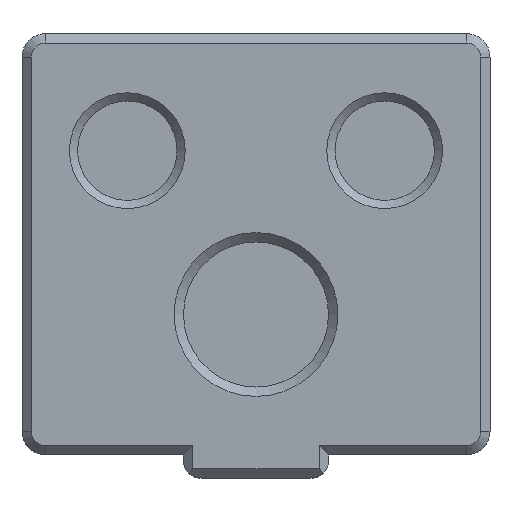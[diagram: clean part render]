
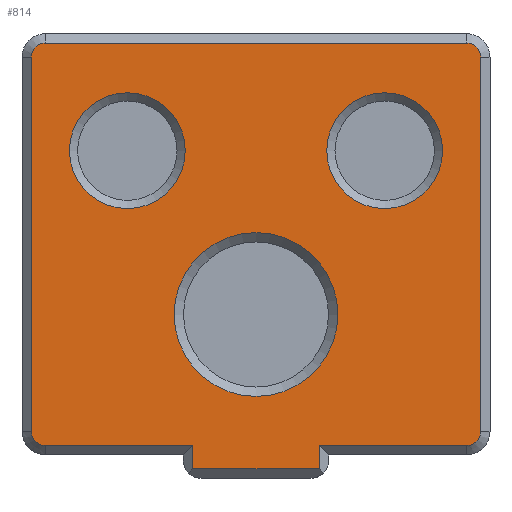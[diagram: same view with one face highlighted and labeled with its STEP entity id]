
A CAD part, front view. The second image highlights one B-rep face of the part: STEP entity #814.
In plain terms, the highlighted planar face has unit normal (0, -1, 0).
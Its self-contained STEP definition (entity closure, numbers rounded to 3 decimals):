
#32=FACE_BOUND('',#159,.T.);
#33=FACE_BOUND('',#160,.T.);
#34=FACE_BOUND('',#161,.T.);
#38=CIRCLE('',#891,2.475);
#40=CIRCLE('',#894,0.6);
#41=CIRCLE('',#895,0.6);
#42=CIRCLE('',#896,0.6);
#43=CIRCLE('',#897,0.6);
#44=CIRCLE('',#898,2.475);
#45=CIRCLE('',#899,3.5);
#71=PLANE('',#893);
#104=FACE_OUTER_BOUND('',#158,.T.);
#158=EDGE_LOOP('',(#600,#601,#602,#603,#604,#605,#606,#607,#608,#609,#610,
#611));
#159=EDGE_LOOP('',(#612));
#160=EDGE_LOOP('',(#613));
#161=EDGE_LOOP('',(#614));
#218=LINE('',#1269,#297);
#221=LINE('',#1281,#300);
#225=LINE('',#1293,#304);
#226=LINE('',#1295,#305);
#227=LINE('',#1297,#306);
#228=LINE('',#1301,#307);
#229=LINE('',#1305,#308);
#230=LINE('',#1309,#309);
#297=VECTOR('',#1000,1.);
#300=VECTOR('',#1013,1.);
#304=VECTOR('',#1025,1.);
#305=VECTOR('',#1026,1.);
#306=VECTOR('',#1027,1.);
#307=VECTOR('',#1030,1.);
#308=VECTOR('',#1033,1.);
#309=VECTOR('',#1036,1.);
#387=VERTEX_POINT('',#1266);
#388=VERTEX_POINT('',#1268);
#392=VERTEX_POINT('',#1280);
#394=VERTEX_POINT('',#1286);
#396=VERTEX_POINT('',#1292);
#397=VERTEX_POINT('',#1294);
#398=VERTEX_POINT('',#1296);
#399=VERTEX_POINT('',#1298);
#400=VERTEX_POINT('',#1300);
#401=VERTEX_POINT('',#1302);
#402=VERTEX_POINT('',#1304);
#403=VERTEX_POINT('',#1306);
#404=VERTEX_POINT('',#1308);
#405=VERTEX_POINT('',#1311);
#406=VERTEX_POINT('',#1313);
#460=EDGE_CURVE('',#387,#388,#218,.T.);
#466=EDGE_CURVE('',#388,#392,#221,.T.);
#469=EDGE_CURVE('',#394,#394,#38,.T.);
#472=EDGE_CURVE('',#392,#396,#225,.T.);
#473=EDGE_CURVE('',#397,#387,#226,.T.);
#474=EDGE_CURVE('',#398,#397,#227,.T.);
#475=EDGE_CURVE('',#399,#398,#40,.T.);
#476=EDGE_CURVE('',#400,#399,#228,.T.);
#477=EDGE_CURVE('',#401,#400,#41,.T.);
#478=EDGE_CURVE('',#402,#401,#229,.T.);
#479=EDGE_CURVE('',#403,#402,#42,.T.);
#480=EDGE_CURVE('',#404,#403,#230,.T.);
#481=EDGE_CURVE('',#396,#404,#43,.T.);
#482=EDGE_CURVE('',#405,#405,#44,.T.);
#483=EDGE_CURVE('',#406,#406,#45,.T.);
#600=ORIENTED_EDGE('',*,*,#472,.F.);
#601=ORIENTED_EDGE('',*,*,#466,.F.);
#602=ORIENTED_EDGE('',*,*,#460,.F.);
#603=ORIENTED_EDGE('',*,*,#473,.F.);
#604=ORIENTED_EDGE('',*,*,#474,.F.);
#605=ORIENTED_EDGE('',*,*,#475,.F.);
#606=ORIENTED_EDGE('',*,*,#476,.F.);
#607=ORIENTED_EDGE('',*,*,#477,.F.);
#608=ORIENTED_EDGE('',*,*,#478,.F.);
#609=ORIENTED_EDGE('',*,*,#479,.F.);
#610=ORIENTED_EDGE('',*,*,#480,.F.);
#611=ORIENTED_EDGE('',*,*,#481,.F.);
#612=ORIENTED_EDGE('',*,*,#482,.F.);
#613=ORIENTED_EDGE('',*,*,#483,.T.);
#614=ORIENTED_EDGE('',*,*,#469,.F.);
#814=ADVANCED_FACE('',(#104,#32,#33,#34),#71,.F.);
#891=AXIS2_PLACEMENT_3D('',#1287,#1018,#1019);
#893=AXIS2_PLACEMENT_3D('',#1291,#1023,#1024);
#894=AXIS2_PLACEMENT_3D('',#1299,#1028,#1029);
#895=AXIS2_PLACEMENT_3D('',#1303,#1031,#1032);
#896=AXIS2_PLACEMENT_3D('',#1307,#1034,#1035);
#897=AXIS2_PLACEMENT_3D('',#1310,#1037,#1038);
#898=AXIS2_PLACEMENT_3D('',#1312,#1039,#1040);
#899=AXIS2_PLACEMENT_3D('',#1314,#1041,#1042);
#1000=DIRECTION('',(-1.,0.,0.));
#1013=DIRECTION('',(0.,0.,1.));
#1018=DIRECTION('center_axis',(0.,-1.,0.));
#1019=DIRECTION('ref_axis',(1.,0.,0.));
#1023=DIRECTION('center_axis',(0.,1.,0.));
#1024=DIRECTION('ref_axis',(1.,0.,0.));
#1025=DIRECTION('',(-1.,0.,0.));
#1026=DIRECTION('',(0.,0.,-1.));
#1027=DIRECTION('',(-1.,0.,0.));
#1028=DIRECTION('center_axis',(0.,1.,0.));
#1029=DIRECTION('ref_axis',(1.,0.,0.));
#1030=DIRECTION('',(0.,0.,-1.));
#1031=DIRECTION('center_axis',(0.,1.,0.));
#1032=DIRECTION('ref_axis',(0.,0.,1.));
#1033=DIRECTION('',(1.,0.,0.));
#1034=DIRECTION('center_axis',(0.,1.,0.));
#1035=DIRECTION('ref_axis',(-1.,0.,0.));
#1036=DIRECTION('',(0.,0.,1.));
#1037=DIRECTION('center_axis',(0.,1.,0.));
#1038=DIRECTION('ref_axis',(0.,0.,-1.));
#1039=DIRECTION('center_axis',(0.,-1.,0.));
#1040=DIRECTION('ref_axis',(1.,0.,0.));
#1041=DIRECTION('center_axis',(0.,1.,0.));
#1042=DIRECTION('ref_axis',(-1.,0.,0.));
#1266=CARTESIAN_POINT('',(-3.3,-30.775,-44.6));
#1268=CARTESIAN_POINT('',(-8.7,-30.775,-44.6));
#1269=CARTESIAN_POINT('',(-2.9,-30.775,-44.6));
#1280=CARTESIAN_POINT('',(-8.7,-30.775,-43.6));
#1281=CARTESIAN_POINT('',(-8.7,-30.775,-45.));
#1286=CARTESIAN_POINT('',(-2.975,-30.775,-31.));
#1287=CARTESIAN_POINT('Origin',(-0.5,-30.775,-31.));
#1291=CARTESIAN_POINT('Origin',(-6.,-30.775,-35.323));
#1292=CARTESIAN_POINT('',(-15.,-30.775,-43.6));
#1293=CARTESIAN_POINT('',(-9.1,-30.775,-43.6));
#1294=CARTESIAN_POINT('',(-3.3,-30.775,-43.6));
#1295=CARTESIAN_POINT('',(-3.3,-30.775,-44.));
#1296=CARTESIAN_POINT('',(3.,-30.775,-43.6));
#1297=CARTESIAN_POINT('',(3.,-30.775,-43.6));
#1298=CARTESIAN_POINT('',(3.6,-30.775,-43.));
#1299=CARTESIAN_POINT('Origin',(3.,-30.775,-43.));
#1300=CARTESIAN_POINT('',(3.6,-30.775,-27.));
#1301=CARTESIAN_POINT('',(3.6,-30.775,-27.));
#1302=CARTESIAN_POINT('',(3.,-30.775,-26.4));
#1303=CARTESIAN_POINT('Origin',(3.,-30.775,-27.));
#1304=CARTESIAN_POINT('',(-15.,-30.775,-26.4));
#1305=CARTESIAN_POINT('',(-15.,-30.775,-26.4));
#1306=CARTESIAN_POINT('',(-15.6,-30.775,-27.));
#1307=CARTESIAN_POINT('Origin',(-15.,-30.775,-27.));
#1308=CARTESIAN_POINT('',(-15.6,-30.775,-43.));
#1309=CARTESIAN_POINT('',(-15.6,-30.775,-43.));
#1310=CARTESIAN_POINT('Origin',(-15.,-30.775,-43.));
#1311=CARTESIAN_POINT('',(-13.975,-30.775,-31.));
#1312=CARTESIAN_POINT('Origin',(-11.5,-30.775,-31.));
#1313=CARTESIAN_POINT('',(-2.5,-30.775,-38.));
#1314=CARTESIAN_POINT('Origin',(-6.,-30.775,-38.));
